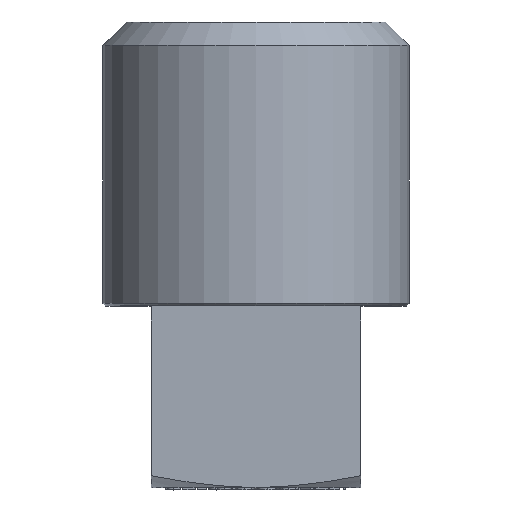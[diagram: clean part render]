
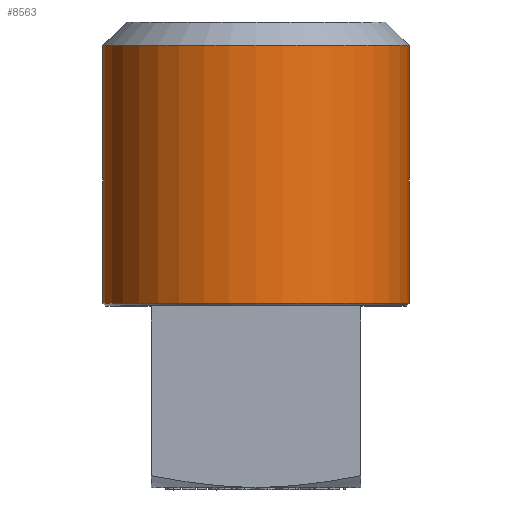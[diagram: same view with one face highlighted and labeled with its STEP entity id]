
A CAD part, top view. The second image highlights one B-rep face of the part: STEP entity #8563.
In plain terms, the highlighted cylindrical face has radius 6.579 mm (diameter 13.157 mm), a full revolution.
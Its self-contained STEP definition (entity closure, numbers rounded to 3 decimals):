
#986 = ORIENTED_EDGE ( 'NONE', *, *, #3214, .T. ) ;
#1132 = ORIENTED_EDGE ( 'NONE', *, *, #3359, .T. ) ;
#1258 = EDGE_LOOP ( 'NONE', ( #1132 ) ) ;
#1261 = EDGE_LOOP ( 'NONE', ( #986 ) ) ;
#1899 = DIRECTION ( 'NONE',  ( 0., -1., 0. ) ) ;
#1905 = DIRECTION ( 'NONE',  ( 1., 0., 0. ) ) ;
#1945 = CARTESIAN_POINT ( 'NONE',  ( 0., 19., 0. ) ) ;
#3214 = EDGE_CURVE ( 'NONE', #9695, #9695, #4482, .T. ) ;
#3359 = EDGE_CURVE ( 'NONE', #9700, #9700, #4706, .T. ) ;
#3466 = AXIS2_PLACEMENT_3D ( 'NONE', #5639, #5649, #5595 ) ;
#3842 = AXIS2_PLACEMENT_3D ( 'NONE', #1945, #1899, #1905 ) ;
#4482 = CIRCLE ( 'NONE', #3842, 6.579 ) ;
#4706 = CIRCLE ( 'NONE', #3466, 6.579 ) ;
#5595 = DIRECTION ( 'NONE',  ( 1., 0., 0. ) ) ;
#5639 = CARTESIAN_POINT ( 'NONE',  ( 0., 7.914, 0. ) ) ;
#5649 = DIRECTION ( 'NONE',  ( 0., 1., 0. ) ) ;
#8563 = ADVANCED_FACE ( 'NONE', ( #9062, #9063 ), #9068, .T. ) ;
#9062 = FACE_OUTER_BOUND ( 'NONE', #1258, .T. ) ;
#9063 = FACE_OUTER_BOUND ( 'NONE', #1261, .T. ) ;
#9068 = CYLINDRICAL_SURFACE ( 'NONE', #9748, 6.579 ) ;
#9695 = VERTEX_POINT ( 'NONE', #11247 ) ;
#9700 = VERTEX_POINT ( 'NONE', #11249 ) ;
#9748 = AXIS2_PLACEMENT_3D ( 'NONE', #10360, #10361, #10362 ) ;
#10360 = CARTESIAN_POINT ( 'NONE',  ( 0., 7.8, 0. ) ) ;
#10361 = DIRECTION ( 'NONE',  ( 0., 1., 0. ) ) ;
#10362 = DIRECTION ( 'NONE',  ( 1., 0., 0. ) ) ;
#11247 = CARTESIAN_POINT ( 'NONE',  ( 6.579, 19., 0. ) ) ;
#11249 = CARTESIAN_POINT ( 'NONE',  ( 6.579, 7.914, 0. ) ) ;
